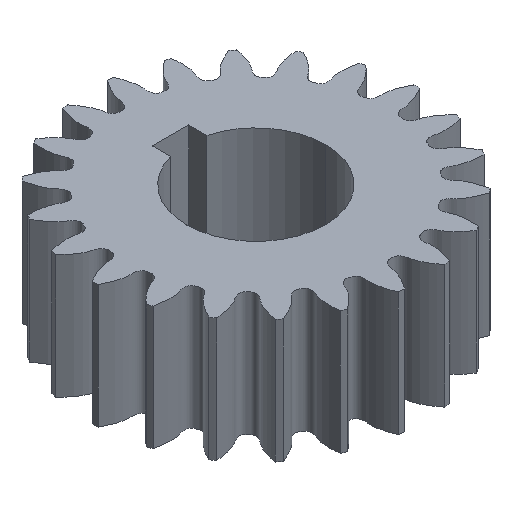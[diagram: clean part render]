
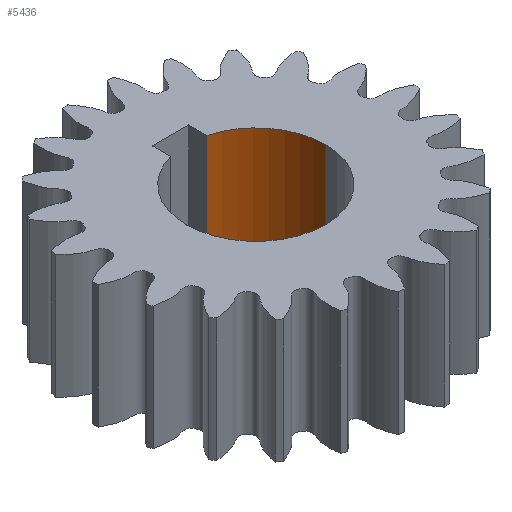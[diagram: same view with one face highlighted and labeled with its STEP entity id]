
A CAD part, isometric view. The second image highlights one B-rep face of the part: STEP entity #5436.
In plain terms, the highlighted cylindrical face has radius 4 mm (diameter 8 mm), a partial arc.
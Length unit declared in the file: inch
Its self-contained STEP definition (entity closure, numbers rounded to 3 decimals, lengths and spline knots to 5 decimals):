
#328 = EDGE_CURVE ( 'NONE', #7552, #5556, #5534, .T. ) ;
#471 = CARTESIAN_POINT ( 'NONE',  ( 0., 0., 0. ) ) ;
#544 = AXIS2_PLACEMENT_3D ( 'NONE', #633, #1914, #7356 ) ;
#633 = CARTESIAN_POINT ( 'NONE',  ( 0., 0., 0.28 ) ) ;
#649 = ORIENTED_EDGE ( 'NONE', *, *, #7160, .T. ) ;
#652 = CARTESIAN_POINT ( 'NONE',  ( 0.041, 0.15205, 0.28 ) ) ;
#667 = CIRCLE ( 'NONE', #544, 0.15748 ) ;
#1113 = DIRECTION ( 'NONE',  ( 1., 0., 0. ) ) ;
#1252 = DIRECTION ( 'NONE',  ( -1., 0., 0. ) ) ;
#1403 = CIRCLE ( 'NONE', #6553, 0.15748 ) ;
#1520 = CARTESIAN_POINT ( 'NONE',  ( 0.15748, 0., 0.28 ) ) ;
#1798 = EDGE_LOOP ( 'NONE', ( #7581, #649, #4188, #4395 ) ) ;
#1914 = DIRECTION ( 'NONE',  ( 0., 0., 1. ) ) ;
#2002 = EDGE_CURVE ( 'NONE', #5504, #5556, #1403, .T. ) ;
#2163 = DIRECTION ( 'NONE',  ( 0., 0., -1. ) ) ;
#2206 = LINE ( 'NONE', #1520, #4753 ) ;
#2394 = EDGE_CURVE ( 'NONE', #3699, #5504, #2206, .T. ) ;
#2437 = CARTESIAN_POINT ( 'NONE',  ( 0.041, 0.15205, 0.28 ) ) ;
#2955 = CARTESIAN_POINT ( 'NONE',  ( 0.15748, 0., 0.28 ) ) ;
#3059 = DIRECTION ( 'NONE',  ( 0., 0., -1. ) ) ;
#3453 = CARTESIAN_POINT ( 'NONE',  ( 0.041, 0.15205, 0. ) ) ;
#3678 = DIRECTION ( 'NONE',  ( 0., 0., -1. ) ) ;
#3699 = VERTEX_POINT ( 'NONE', #2955 ) ;
#3899 = CARTESIAN_POINT ( 'NONE',  ( 0.15748, 0., 0. ) ) ;
#4155 = CARTESIAN_POINT ( 'NONE',  ( 0., 0., 0.28 ) ) ;
#4174 = DIRECTION ( 'NONE',  ( 0., 0., 1. ) ) ;
#4188 = ORIENTED_EDGE ( 'NONE', *, *, #328, .T. ) ;
#4395 = ORIENTED_EDGE ( 'NONE', *, *, #2002, .F. ) ;
#4640 = FACE_OUTER_BOUND ( 'NONE', #1798, .T. ) ;
#4753 = VECTOR ( 'NONE', #2163, 39.37008 ) ;
#4780 = AXIS2_PLACEMENT_3D ( 'NONE', #4155, #3059, #1252 ) ;
#5132 = VECTOR ( 'NONE', #3678, 39.37008 ) ;
#5436 = ADVANCED_FACE ( 'NONE', ( #4640 ), #7290, .F. ) ;
#5504 = VERTEX_POINT ( 'NONE', #3899 ) ;
#5534 = LINE ( 'NONE', #2437, #5132 ) ;
#5556 = VERTEX_POINT ( 'NONE', #3453 ) ;
#6553 = AXIS2_PLACEMENT_3D ( 'NONE', #471, #4174, #1113 ) ;
#7160 = EDGE_CURVE ( 'NONE', #3699, #7552, #667, .T. ) ;
#7290 = CYLINDRICAL_SURFACE ( 'NONE', #4780, 0.15748 ) ;
#7356 = DIRECTION ( 'NONE',  ( 1., 0., 0. ) ) ;
#7552 = VERTEX_POINT ( 'NONE', #652 ) ;
#7581 = ORIENTED_EDGE ( 'NONE', *, *, #2394, .F. ) ;
